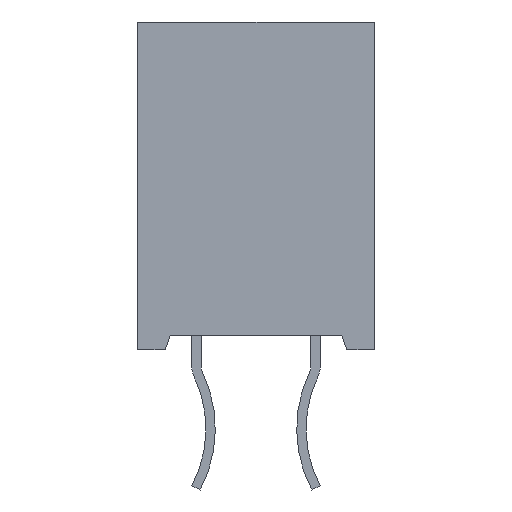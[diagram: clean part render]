
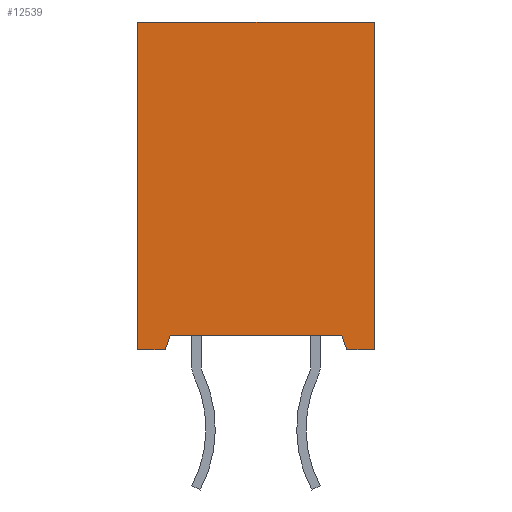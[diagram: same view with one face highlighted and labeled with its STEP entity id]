
A CAD part, left-side view. The second image highlights one B-rep face of the part: STEP entity #12539.
In plain terms, the highlighted planar face has unit normal (-1, 0, 0).
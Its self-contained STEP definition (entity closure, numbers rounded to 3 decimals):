
#6=DIRECTION('',(0.,0.,-1.));
#7=VECTOR('',#6,7.);
#8=CARTESIAN_POINT('',(-16.51,2.53,0.));
#9=LINE('',#8,#7);
#18=DIRECTION('',(0.,1.,0.));
#19=VECTOR('',#18,5.06);
#20=CARTESIAN_POINT('',(-16.51,-2.53,0.));
#21=LINE('',#20,#19);
#922=DIRECTION('',(0.,-0.342,-0.94));
#923=VECTOR('',#922,0.319);
#924=CARTESIAN_POINT('',(-16.51,-1.83,-6.7));
#925=LINE('',#924,#923);
#926=DIRECTION('',(0.,-1.,0.));
#927=VECTOR('',#926,3.66);
#928=CARTESIAN_POINT('',(-16.51,1.83,-6.7));
#929=LINE('',#928,#927);
#930=DIRECTION('',(0.,-0.342,0.94));
#931=VECTOR('',#930,0.319);
#932=CARTESIAN_POINT('',(-16.51,1.939,-7.));
#933=LINE('',#932,#931);
#934=DIRECTION('',(0.,1.,0.));
#935=VECTOR('',#934,0.591);
#936=CARTESIAN_POINT('',(-16.51,1.939,-7.));
#937=LINE('',#936,#935);
#938=DIRECTION('',(0.,1.,0.));
#939=VECTOR('',#938,0.591);
#940=CARTESIAN_POINT('',(-16.51,-2.53,-7.));
#941=LINE('',#940,#939);
#954=DIRECTION('',(0.,0.,-1.));
#955=VECTOR('',#954,7.);
#956=CARTESIAN_POINT('',(-16.51,-2.53,0.));
#957=LINE('',#956,#955);
#9127=CARTESIAN_POINT('',(-16.51,2.53,0.));
#9129=VERTEX_POINT('',#9127);
#9132=CARTESIAN_POINT('',(-16.51,2.53,-7.));
#9133=VERTEX_POINT('',#9132);
#9135=CARTESIAN_POINT('',(-16.51,-2.53,0.));
#9137=VERTEX_POINT('',#9135);
#9140=CARTESIAN_POINT('',(-16.51,-2.53,-7.));
#9141=VERTEX_POINT('',#9140);
#9150=CARTESIAN_POINT('',(-16.51,-1.83,-6.7));
#9151=CARTESIAN_POINT('',(-16.51,-1.939,-7.));
#9152=VERTEX_POINT('',#9150);
#9153=VERTEX_POINT('',#9151);
#9154=CARTESIAN_POINT('',(-16.51,1.83,-6.7));
#9155=VERTEX_POINT('',#9154);
#9156=CARTESIAN_POINT('',(-16.51,1.939,-7.));
#9157=VERTEX_POINT('',#9156);
#12523=CARTESIAN_POINT('',(-16.51,2.53,-7.));
#12524=DIRECTION('',(-1.,0.,0.));
#12525=DIRECTION('',(0.,0.,1.));
#12526=AXIS2_PLACEMENT_3D('',#12523,#12524,#12525);
#12527=PLANE('',#12526);
#12528=ORIENTED_EDGE('',*,*,#12185,.F.);
#12529=ORIENTED_EDGE('',*,*,#12200,.F.);
#12530=ORIENTED_EDGE('',*,*,#12490,.F.);
#12531=ORIENTED_EDGE('',*,*,#12518,.T.);
#12532=ORIENTED_EDGE('',*,*,#11871,.F.);
#12533=ORIENTED_EDGE('',*,*,#11890,.F.);
#12535=ORIENTED_EDGE('',*,*,#12534,.T.);
#12536=ORIENTED_EDGE('',*,*,#12502,.T.);
#12537=EDGE_LOOP('',(#12528,#12529,#12530,#12531,#12532,#12533,#12535,#12536));
#12538=FACE_OUTER_BOUND('',#12537,.F.);
#11871=EDGE_CURVE('',#9129,#9133,#9,.T.);
#11890=EDGE_CURVE('',#9137,#9129,#21,.T.);
#12185=EDGE_CURVE('',#9152,#9153,#925,.T.);
#12200=EDGE_CURVE('',#9155,#9152,#929,.T.);
#12490=EDGE_CURVE('',#9157,#9155,#933,.T.);
#12502=EDGE_CURVE('',#9141,#9153,#941,.T.);
#12518=EDGE_CURVE('',#9157,#9133,#937,.T.);
#12534=EDGE_CURVE('',#9137,#9141,#957,.T.);
#12539=ADVANCED_FACE('',(#12538),#12527,.T.);
